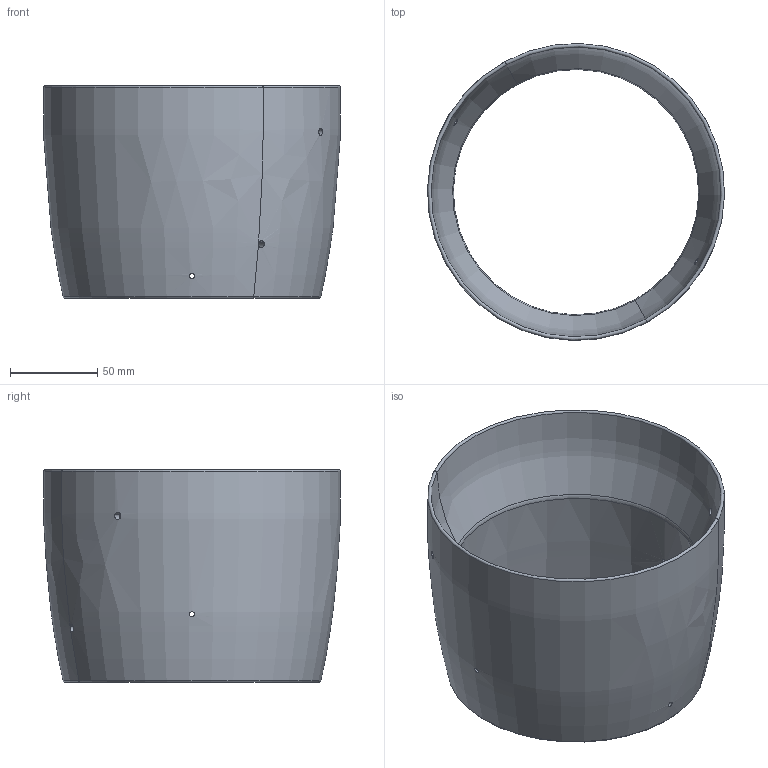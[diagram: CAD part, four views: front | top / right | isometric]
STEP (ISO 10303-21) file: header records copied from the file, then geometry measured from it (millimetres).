
FILE_DESCRIPTION(('CATIA V5 STEP Exchange'),'2;1');
FILE_NAME('Tuyere_Ext.stp','2020-09-29T14:00:08+00:00',('none'),('none'),'CATIA Version 5 Release 19 GA (IN-10)','CATIA V5 STEP AP203','none');
FILE_SCHEMA(('CONFIG_CONTROL_DESIGN'));
Length unit declared in the file: millimetre
Products named in the file (1): Tuyere_Ext
Bounding box: 170.51 x 170.51 x 122 mm (x, y, z)
Volume: 440579.6 mm3; surface area: 122994.7 mm2
Topology: 1 solids, 1 shells, 28 faces, 84 edges, 52 vertices
Faces by surface type: cylinder 16, torus 6, revolution 6
Entity records: 1259 total; most frequent: CARTESIAN_POINT 586, ORIENTED_EDGE 168, EDGE_CURVE 84, DIRECTION 58, B_SPLINE_CURVE_WITH_KNOTS 56, VERTEX_POINT 52, EDGE_LOOP 40, AXIS2_PLACEMENT_3D 28
